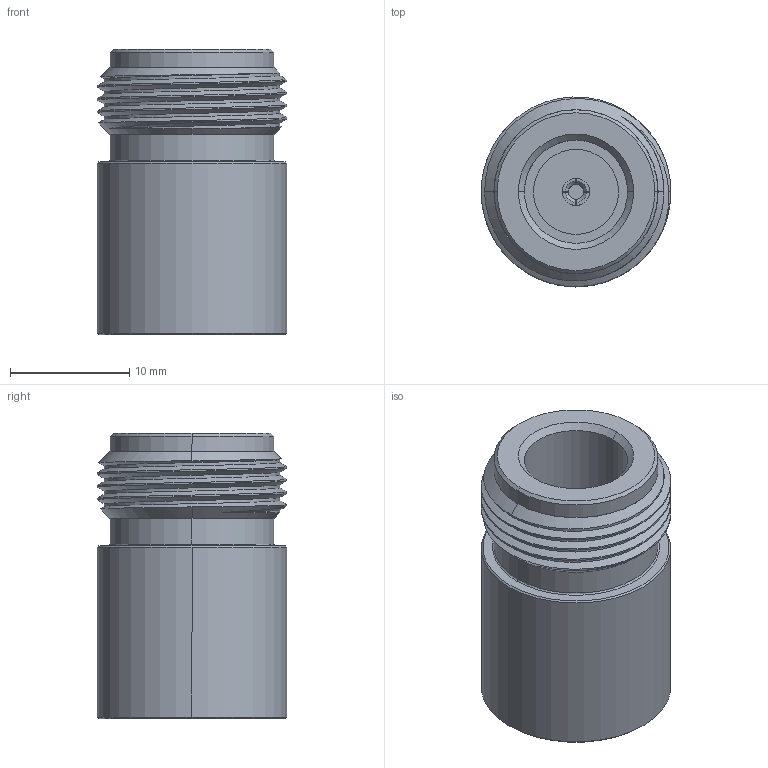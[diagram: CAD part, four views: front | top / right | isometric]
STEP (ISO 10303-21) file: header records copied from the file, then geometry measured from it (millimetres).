
FILE_DESCRIPTION (( 'STEP AP203' ), '1' );
FILE_NAME ('PE6032.step', '2019-03-07T19:19:18', ( '' ), ( '' ), 'SwSTEP 2.0', 'SolidWorks 2017', '' );
FILE_SCHEMA (( 'CONFIG_CONTROL_DESIGN' ));
Length unit declared in the file: inch
Products named in the file (1): PE6032
Bounding box: 15.88 x 15.88 x 23.88 mm (x, y, z)
Volume: 3808.9 mm3; surface area: 2050.4 mm2
Topology: 1 solids, 1 shells, 76 faces, 189 edges, 121 vertices
Faces by surface type: cylinder 32, plane 20, cone 19, bspline 5
Entity records: 3688 total; most frequent: CARTESIAN_POINT 1943, ORIENTED_EDGE 378, DIRECTION 320, EDGE_CURVE 189, AXIS2_PLACEMENT_3D 131, VERTEX_POINT 121, EDGE_LOOP 82, FACE_OUTER_BOUND 76
